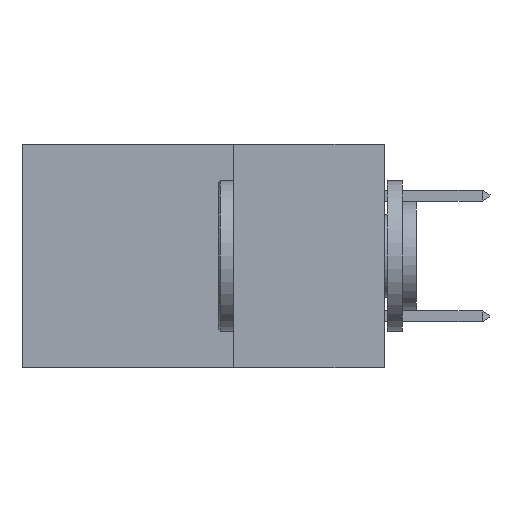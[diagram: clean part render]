
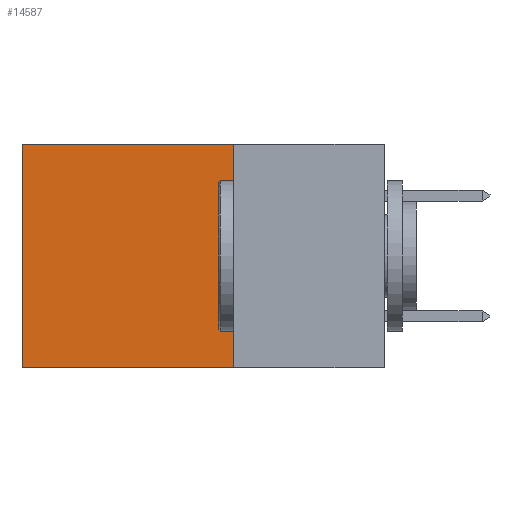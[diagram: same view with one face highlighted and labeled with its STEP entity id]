
A CAD part, left-side view. The second image highlights one B-rep face of the part: STEP entity #14587.
In plain terms, the highlighted planar face has unit normal (-1, 0, 0).
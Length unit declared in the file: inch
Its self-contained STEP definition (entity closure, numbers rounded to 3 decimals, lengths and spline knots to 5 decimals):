
#2095 = EDGE_CURVE ( 'NONE', #18838, #4977, #6061, .T. ) ;
#2122 = DIRECTION ( 'NONE',  ( 0., 0., -1. ) ) ;
#2420 = CARTESIAN_POINT ( 'NONE',  ( 0.2875, 0.25, 0. ) ) ;
#2658 = CARTESIAN_POINT ( 'NONE',  ( 0.2875, 0.6, 0. ) ) ;
#3662 = DIRECTION ( 'NONE',  ( 0., 1., 0. ) ) ;
#3983 = EDGE_CURVE ( 'NONE', #4977, #9738, #20327, .T. ) ;
#4977 = VERTEX_POINT ( 'NONE', #22617 ) ;
#5019 = ORIENTED_EDGE ( 'NONE', *, *, #3983, .T. ) ;
#5868 = CARTESIAN_POINT ( 'NONE',  ( 0.2875, 0.25, 0. ) ) ;
#6061 = LINE ( 'NONE', #6359, #18727 ) ;
#6259 = DIRECTION ( 'NONE',  ( 0., 1., 0. ) ) ;
#6359 = CARTESIAN_POINT ( 'NONE',  ( 0.2875, 0.25, 0. ) ) ;
#7421 = EDGE_LOOP ( 'NONE', ( #5019, #22393, #21649, #11591 ) ) ;
#8043 = VECTOR ( 'NONE', #14777, 39.37008 ) ;
#8407 = CARTESIAN_POINT ( 'NONE',  ( 0.2875, 0.25, 0. ) ) ;
#8600 = AXIS2_PLACEMENT_3D ( 'NONE', #8407, #20363, #10163 ) ;
#9738 = VERTEX_POINT ( 'NONE', #13821 ) ;
#9885 = EDGE_CURVE ( 'NONE', #14669, #9738, #22049, .T. ) ;
#10163 = DIRECTION ( 'NONE',  ( 0., 0., -1. ) ) ;
#10758 = VECTOR ( 'NONE', #2122, 39.37008 ) ;
#11591 = ORIENTED_EDGE ( 'NONE', *, *, #2095, .T. ) ;
#11809 = PLANE ( 'NONE',  #8600 ) ;
#12881 = EDGE_CURVE ( 'NONE', #18838, #14669, #16645, .T. ) ;
#13103 = FACE_OUTER_BOUND ( 'NONE', #7421, .T. ) ;
#13821 = CARTESIAN_POINT ( 'NONE',  ( 0.2875, 0.6, -0.37 ) ) ;
#14587 = ADVANCED_FACE ( 'NONE', ( #13103 ), #11809, .F. ) ;
#14669 = VERTEX_POINT ( 'NONE', #22250 ) ;
#14777 = DIRECTION ( 'NONE',  ( 0., 0., -1. ) ) ;
#16645 = LINE ( 'NONE', #2420, #8043 ) ;
#17565 = VECTOR ( 'NONE', #3662, 39.37008 ) ;
#17596 = CARTESIAN_POINT ( 'NONE',  ( 0.2875, 0.25, -0.37 ) ) ;
#18727 = VECTOR ( 'NONE', #6259, 39.37008 ) ;
#18838 = VERTEX_POINT ( 'NONE', #5868 ) ;
#20327 = LINE ( 'NONE', #2658, #10758 ) ;
#20363 = DIRECTION ( 'NONE',  ( 1., 0., 0. ) ) ;
#21649 = ORIENTED_EDGE ( 'NONE', *, *, #12881, .F. ) ;
#22049 = LINE ( 'NONE', #17596, #17565 ) ;
#22250 = CARTESIAN_POINT ( 'NONE',  ( 0.2875, 0.25, -0.37 ) ) ;
#22393 = ORIENTED_EDGE ( 'NONE', *, *, #9885, .F. ) ;
#22617 = CARTESIAN_POINT ( 'NONE',  ( 0.2875, 0.6, 0. ) ) ;
